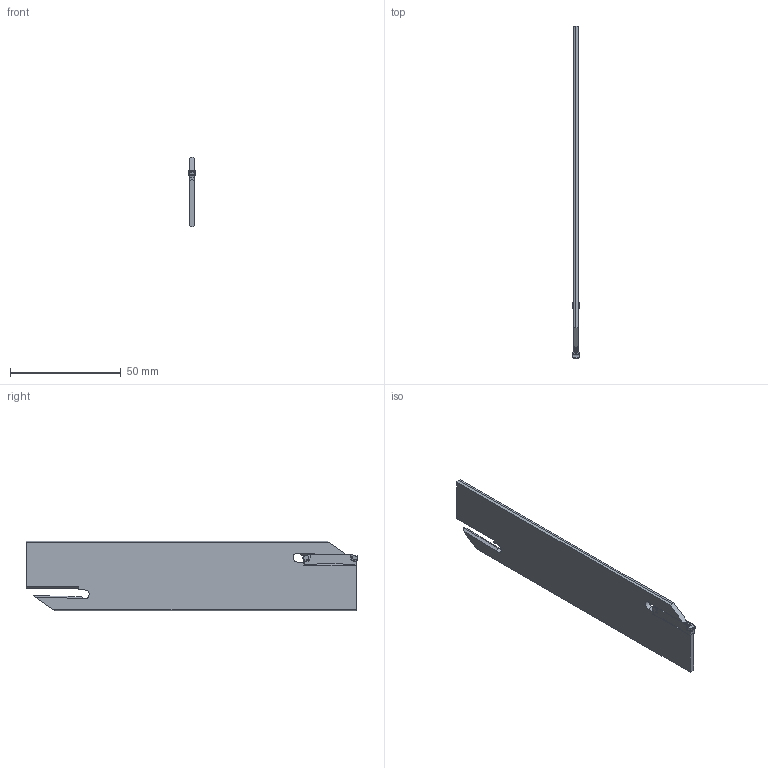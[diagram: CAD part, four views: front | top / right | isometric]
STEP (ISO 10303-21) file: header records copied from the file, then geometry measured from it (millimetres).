
FILE_DESCRIPTION(/* description */ (''),/* implementation_level */ '2;1');
FILE_NAME(/* name */ 'GL3_S32MB_202409795ndi000_01_SIM.stp',/* time_stamp */ '2024-01-29T11:33:38+01:00',/* author */ (''),/* organization */ (''),/* preprocessor_version */ 'ST-DEVELOPER v16.7',/* originating_system */ 'SIEMENS PLM Software NX 12.0',/* authorisation */ '');
FILE_SCHEMA (('AUTOMOTIVE_DESIGN { 1 0 10303 214 3 1 1 1 }'));
Length unit declared in the file: millimetre
Products named in the file (1): mp5421D4CAD40asm
Bounding box: 3 x 149.99 x 31.36 mm (x, y, z)
Volume: 10548.7 mm3; surface area: 9932.7 mm2
Topology: 2 solids, 2 shells, 258 faces, 668 edges, 404 vertices
Faces by surface type: bspline 126, plane 61, cylinder 58, extrusion 7, sphere 6
Entity records: 9732 total; most frequent: CARTESIAN_POINT 4633, ORIENTED_EDGE 1308, DIRECTION 694, EDGE_CURVE 654, VERTEX_POINT 400, B_SPLINE_CURVE_WITH_KNOTS 319, ADVANCED_FACE 258, FACE_OUTER_BOUND 258
